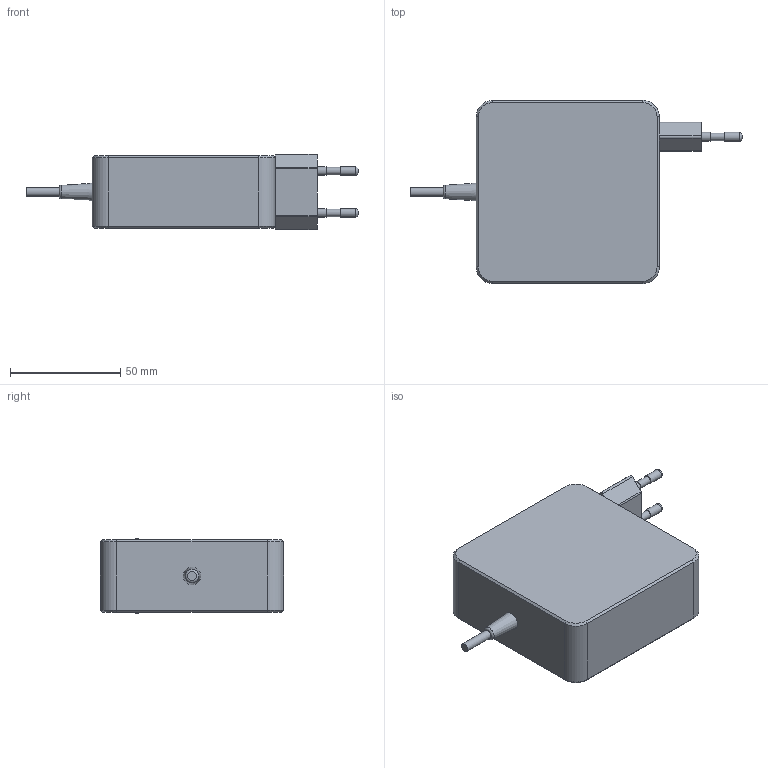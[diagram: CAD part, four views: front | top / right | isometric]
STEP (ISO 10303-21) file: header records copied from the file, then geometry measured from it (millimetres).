
FILE_DESCRIPTION(('FreeCAD Model'),'2;1');
FILE_NAME('Open CASCADE Shape Model','2023-10-03T14:45:29',(''),(''), 'Open CASCADE STEP processor 7.6','FreeCAD','Unknown');
FILE_SCHEMA(('AUTOMOTIVE_DESIGN { 1 0 10303 214 1 1 1 1 }'));
Length unit declared in the file: millimetre
Products named in the file (1): Body
Bounding box: 150.5 x 83 x 34.16 mm (x, y, z)
Volume: 233635.6 mm3; surface area: 26296.2 mm2
Topology: 1 solids, 1 shells, 61 faces, 130 edges, 79 vertices
Faces by surface type: plane 32, cylinder 17, cone 9, revolution 2, torus 1
Full cylindrical faces by diameter (mm): 3.4 x2, 4 x5
Entity records: 3374 total; most frequent: CARTESIAN_POINT 575, DIRECTION 558, LINE 304, VECTOR 304, ORIENTED_EDGE 260, PCURVE 260, DEFINITIONAL_REPRESENTATION 260, EDGE_CURVE 130
